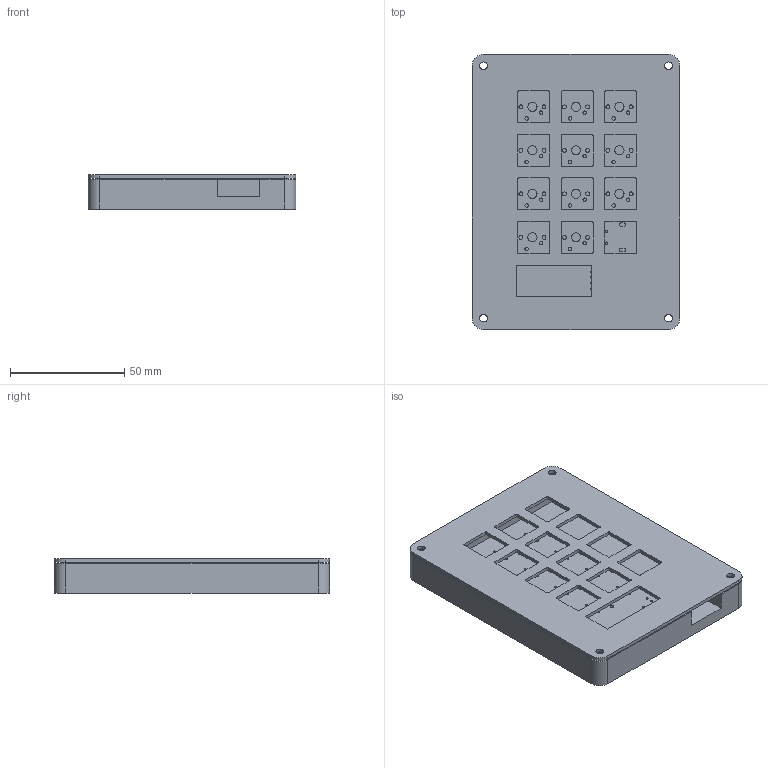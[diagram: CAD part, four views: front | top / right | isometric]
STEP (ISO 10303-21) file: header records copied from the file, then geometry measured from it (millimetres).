
FILE_DESCRIPTION(/* description */ (''),/* implementation_level */ '2;1');
FILE_NAME(/* name */ 'rrpad.step',/* time_stamp */ '2025-07-21T18:01:37+05:30',/* author */ (''),/* organization */ (''),/* preprocessor_version */ 'ST-DEVELOPER v20.1',/* originating_system */ 'Autodesk Translation Framework v14.10.0.0',/* authorisation */ '');
FILE_SCHEMA (('AUTOMOTIVE_DESIGN { 1 0 10303 214 3 1 1 }'));
Length unit declared in the file: millimetre
Products named in the file (4): rrpad; case; hackpad 1; hackpad_PCB
Assembly tree (3 placements, depth 3):
  rrpad
    case
    hackpad 1
      hackpad_PCB
Bounding box: 91 x 120.44 x 15 mm (x, y, z)
Volume: 89888.2 mm3; surface area: 63978.1 mm2
Topology: 3 solids, 3 shells, 378 faces, 1074 edges, 716 vertices
Faces by surface type: cylinder 174, plane 143, bspline 61
Full cylindrical faces by diameter (mm): 0.8 x24, 0.889 x14, 1 x9, 1.5 x22, 1.7 x22, 3.4 x8, 4 x11, 6 x4
Entity records: 13587 total; most frequent: CARTESIAN_POINT 3212, ORIENTED_EDGE 2148, DIRECTION 1948, EDGE_CURVE 1074, VERTEX_POINT 716, AXIS2_PLACEMENT_3D 672, EDGE_LOOP 642, LINE 604
